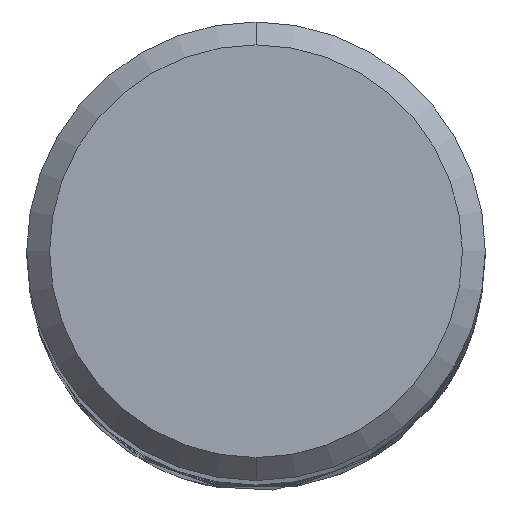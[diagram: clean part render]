
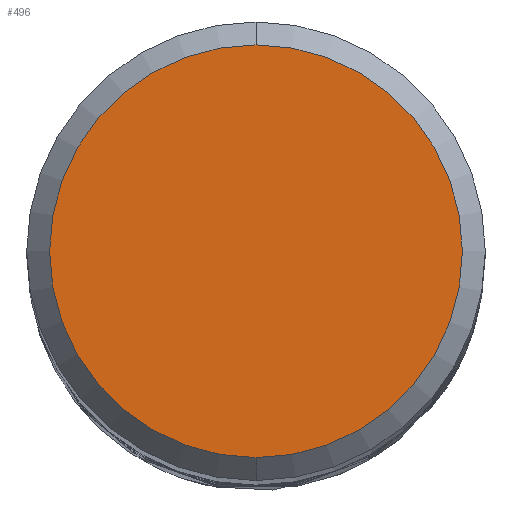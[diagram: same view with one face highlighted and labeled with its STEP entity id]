
A CAD part, top view. The second image highlights one B-rep face of the part: STEP entity #496.
In plain terms, the highlighted planar face has unit normal (0, 0, 1).
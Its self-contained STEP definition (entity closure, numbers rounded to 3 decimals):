
#408=VERTEX_POINT('',#1074);
#496=ADVANCED_FACE('',(#1171),#1172,.T.);
#656=EDGE_CURVE('',#954,#408,#1343,.T.);
#824=EDGE_CURVE('',#408,#954,#1524,.T.);
#954=VERTEX_POINT('',#1667);
#1074=CARTESIAN_POINT('',(0.0,3.6,0.0));
#1171=FACE_OUTER_BOUND('',#4570,.T.);
#1172=PLANE('',#4571);
#1343=CIRCLE('',#5406,3.6);
#1524=CIRCLE('',#6267,3.6);
#1667=CARTESIAN_POINT('',(0.,-3.6,0.0));
#4570=EDGE_LOOP('',(#9830,#9831));
#4571=AXIS2_PLACEMENT_3D('',#9832,#9833,#9834);
#5406=AXIS2_PLACEMENT_3D('',#9976,#9977,#9978);
#6267=AXIS2_PLACEMENT_3D('',#10130,#10131,#10132);
#9830=ORIENTED_EDGE('',*,*,#824,.F.);
#9831=ORIENTED_EDGE('',*,*,#656,.F.);
#9832=CARTESIAN_POINT('',(0.0,1.8,0.0));
#9833=DIRECTION('',(-0.0,0.0,1.0));
#9834=DIRECTION('',(0.0,-1.0,0.0));
#9976=CARTESIAN_POINT('',(0.0,0.0,0.0));
#9977=DIRECTION('',(0.0,0.0,-1.0));
#9978=DIRECTION('',(0.0,1.0,0.0));
#10130=CARTESIAN_POINT('',(0.0,0.0,0.0));
#10131=DIRECTION('',(0.0,0.0,-1.0));
#10132=DIRECTION('',(0.0,1.0,0.0));
